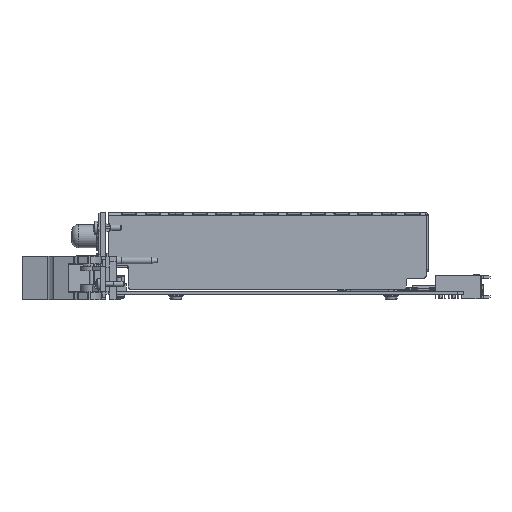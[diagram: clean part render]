
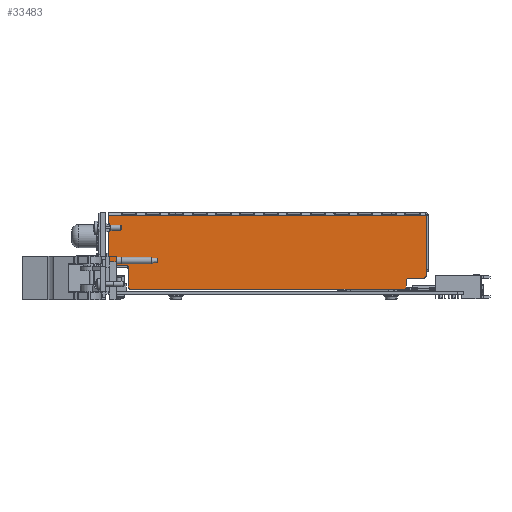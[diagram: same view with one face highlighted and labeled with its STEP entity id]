
A CAD part, front view. The second image highlights one B-rep face of the part: STEP entity #33483.
In plain terms, the highlighted planar face has unit normal (0, -1, 0).
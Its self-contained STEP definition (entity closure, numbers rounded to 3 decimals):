
#12116 = VERTEX_POINT ( 'NONE', #94312 ) ;
#12144 = VERTEX_POINT ( 'NONE', #94340 ) ;
#12155 = VERTEX_POINT ( 'NONE', #94351 ) ;
#12159 = VERTEX_POINT ( 'NONE', #94355 ) ;
#12160 = VERTEX_POINT ( 'NONE', #94356 ) ;
#12162 = VERTEX_POINT ( 'NONE', #94358 ) ;
#12164 = VERTEX_POINT ( 'NONE', #94360 ) ;
#12171 = VERTEX_POINT ( 'NONE', #94367 ) ;
#12178 = VERTEX_POINT ( 'NONE', #94374 ) ;
#12183 = VERTEX_POINT ( 'NONE', #94379 ) ;
#12185 = VERTEX_POINT ( 'NONE', #94381 ) ;
#12186 = VERTEX_POINT ( 'NONE', #94382 ) ;
#12188 = VERTEX_POINT ( 'NONE', #94384 ) ;
#12191 = VERTEX_POINT ( 'NONE', #94387 ) ;
#18258 = AXIS2_PLACEMENT_3D ( 'NONE', #85521, #85524, #85527 ) ;
#18267 = AXIS2_PLACEMENT_3D ( 'NONE', #85585, #85587, #85590 ) ;
#18274 = AXIS2_PLACEMENT_3D ( 'NONE', #85638, #85641, #85644 ) ;
#18293 = AXIS2_PLACEMENT_3D ( 'NONE', #85771, #85774, #85777 ) ;
#18297 = AXIS2_PLACEMENT_3D ( 'NONE', #85786, #85789, #85792 ) ;
#18301 = AXIS2_PLACEMENT_3D ( 'NONE', #85804, #85807, #85810 ) ;
#33483 = ADVANCED_FACE ( 'NONE', ( #118341 ), #120772, .F. ) ;
#59946 = EDGE_CURVE ( 'NONE', #12160, #12144, #98226, .T. ) ;
#59954 = EDGE_CURVE ( 'NONE', #12159, #12144, #98409, .T. ) ;
#59980 = EDGE_CURVE ( 'NONE', #12159, #12162, #98413, .T. ) ;
#59984 = EDGE_CURVE ( 'NONE', #12116, #12162, #98442, .T. ) ;
#60009 = EDGE_CURVE ( 'NONE', #12116, #12164, #98437, .T. ) ;
#60014 = EDGE_CURVE ( 'NONE', #12155, #12164, #98473, .T. ) ;
#60062 = EDGE_CURVE ( 'NONE', #12178, #12183, #98530, .T. ) ;
#60078 = EDGE_CURVE ( 'NONE', #12186, #12171, #98547, .T. ) ;
#60083 = EDGE_CURVE ( 'NONE', #12171, #12183, #98553, .T. ) ;
#60087 = EDGE_CURVE ( 'NONE', #12178, #12185, #98559, .T. ) ;
#60092 = EDGE_CURVE ( 'NONE', #12188, #12185, #98564, .T. ) ;
#60096 = EDGE_CURVE ( 'NONE', #12188, #12191, #98567, .T. ) ;
#60102 = EDGE_CURVE ( 'NONE', #12160, #12191, #98573, .T. ) ;
#60107 = EDGE_CURVE ( 'NONE', #12155, #12186, #98576, .T. ) ;
#85515 = CARTESIAN_POINT ( 'NONE',  ( 11.836, -29.61, 7.56 ) ) ;
#85521 = CARTESIAN_POINT ( 'NONE',  ( 10.836, -29.61, 8.56 ) ) ;
#85524 = DIRECTION ( 'NONE',  ( 0., -1., 0. ) ) ;
#85527 = DIRECTION ( 'NONE',  ( 0., 0., 1. ) ) ;
#85533 = DIRECTION ( 'NONE',  ( 0., 0., -1. ) ) ;
#85557 = DIRECTION ( 'NONE',  ( -1., 0., 0. ) ) ;
#85573 = CARTESIAN_POINT ( 'NONE',  ( 11.836, -29.61, 12.56 ) ) ;
#85585 = CARTESIAN_POINT ( 'NONE',  ( 12.836, -29.61, 11.56 ) ) ;
#85587 = DIRECTION ( 'NONE',  ( 0., 1., 0. ) ) ;
#85590 = DIRECTION ( 'NONE',  ( 0., 0., 1. ) ) ;
#85612 = DIRECTION ( 'NONE',  ( 0., 0., -1. ) ) ;
#85626 = CARTESIAN_POINT ( 'NONE',  ( 20.836, -29.61, 41.26 ) ) ;
#85638 = CARTESIAN_POINT ( 'NONE',  ( 19.836, -29.61, 13.56 ) ) ;
#85641 = DIRECTION ( 'NONE',  ( 0., -1., 0. ) ) ;
#85644 = DIRECTION ( 'NONE',  ( 0., 0., 1. ) ) ;
#85703 = CARTESIAN_POINT ( 'NONE',  ( -124.393, -29.61, 18.56 ) ) ;
#85708 = DIRECTION ( 'NONE',  ( -1., 0., 0. ) ) ;
#85755 = CARTESIAN_POINT ( 'NONE',  ( -124.393, -29.61, 41.56 ) ) ;
#85760 = DIRECTION ( 'NONE',  ( 0., 0., -1. ) ) ;
#85765 = CARTESIAN_POINT ( 'NONE',  ( -115.393, -29.61, 18.56 ) ) ;
#85769 = DIRECTION ( 'NONE',  ( 0., 0., 1. ) ) ;
#85771 = CARTESIAN_POINT ( 'NONE',  ( -123.393, -29.61, 19.56 ) ) ;
#85774 = DIRECTION ( 'NONE',  ( 0., -1., 0. ) ) ;
#85777 = DIRECTION ( 'NONE',  ( 0., 0., 1. ) ) ;
#85780 = CARTESIAN_POINT ( 'NONE',  ( 20.607, -29.61, 7.56 ) ) ;
#85783 = DIRECTION ( 'NONE',  ( -1., 0., 0. ) ) ;
#85786 = CARTESIAN_POINT ( 'NONE',  ( -116.393, -29.61, 17.56 ) ) ;
#85789 = DIRECTION ( 'NONE',  ( 0., 1., 0. ) ) ;
#85792 = DIRECTION ( 'NONE',  ( 0., 0., 1. ) ) ;
#85804 = CARTESIAN_POINT ( 'NONE',  ( -114.393, -29.61, 8.56 ) ) ;
#85807 = DIRECTION ( 'NONE',  ( 0., -1., 0. ) ) ;
#85810 = DIRECTION ( 'NONE',  ( 0., 0., 1. ) ) ;
#85815 = CARTESIAN_POINT ( 'NONE',  ( 20.607, -29.61, 41.26 ) ) ;
#85820 = DIRECTION ( 'NONE',  ( -1., 0., 0. ) ) ;
#94312 = CARTESIAN_POINT ( 'NONE',  ( 19.836, -29.61, 12.56 ) ) ;
#94340 = CARTESIAN_POINT ( 'NONE',  ( 11.836, -29.61, 8.56 ) ) ;
#94351 = CARTESIAN_POINT ( 'NONE',  ( 20.836, -29.61, 41.26 ) ) ;
#94355 = CARTESIAN_POINT ( 'NONE',  ( 11.836, -29.61, 11.56 ) ) ;
#94356 = CARTESIAN_POINT ( 'NONE',  ( 10.836, -29.61, 7.56 ) ) ;
#94358 = CARTESIAN_POINT ( 'NONE',  ( 12.836, -29.61, 12.56 ) ) ;
#94360 = CARTESIAN_POINT ( 'NONE',  ( 20.836, -29.61, 13.56 ) ) ;
#94367 = CARTESIAN_POINT ( 'NONE',  ( -124.393, -29.61, 19.56 ) ) ;
#94374 = CARTESIAN_POINT ( 'NONE',  ( -116.393, -29.61, 18.56 ) ) ;
#94379 = CARTESIAN_POINT ( 'NONE',  ( -123.393, -29.61, 18.56 ) ) ;
#94381 = CARTESIAN_POINT ( 'NONE',  ( -115.393, -29.61, 17.56 ) ) ;
#94382 = CARTESIAN_POINT ( 'NONE',  ( -124.393, -29.61, 41.26 ) ) ;
#94384 = CARTESIAN_POINT ( 'NONE',  ( -115.393, -29.61, 8.56 ) ) ;
#94387 = CARTESIAN_POINT ( 'NONE',  ( -114.393, -29.61, 7.56 ) ) ;
#98226 = CIRCLE ( 'NONE', #18258, 1. ) ;
#98409 = LINE ( 'NONE', #85515, #98421 ) ;
#98413 = CIRCLE ( 'NONE', #18267, 1. ) ;
#98421 = VECTOR ( 'NONE', #85533, 1000. ) ;
#98437 = CIRCLE ( 'NONE', #18274, 1. ) ;
#98442 = LINE ( 'NONE', #85573, #98450 ) ;
#98450 = VECTOR ( 'NONE', #85557, 1000. ) ;
#98473 = LINE ( 'NONE', #85626, #98479 ) ;
#98479 = VECTOR ( 'NONE', #85612, 1000. ) ;
#98530 = LINE ( 'NONE', #85703, #98536 ) ;
#98536 = VECTOR ( 'NONE', #85708, 1000. ) ;
#98547 = LINE ( 'NONE', #85755, #98556 ) ;
#98553 = CIRCLE ( 'NONE', #18293, 1. ) ;
#98556 = VECTOR ( 'NONE', #85760, 1000. ) ;
#98559 = CIRCLE ( 'NONE', #18297, 1. ) ;
#98564 = LINE ( 'NONE', #85765, #98570 ) ;
#98567 = CIRCLE ( 'NONE', #18301, 1. ) ;
#98570 = VECTOR ( 'NONE', #85769, 1000. ) ;
#98573 = LINE ( 'NONE', #85780, #98579 ) ;
#98576 = LINE ( 'NONE', #85815, #98586 ) ;
#98579 = VECTOR ( 'NONE', #85783, 1000. ) ;
#98586 = VECTOR ( 'NONE', #85820, 1000. ) ;
#107491 = AXIS2_PLACEMENT_3D ( 'NONE', #120861, #120865, #120870 ) ;
#118341 = FACE_OUTER_BOUND ( 'NONE', #131783, .T. ) ;
#120772 = PLANE ( 'NONE',  #107491 ) ;
#120861 = CARTESIAN_POINT ( 'NONE',  ( 20.607, -29.61, 41.56 ) ) ;
#120865 = DIRECTION ( 'NONE',  ( 0., 1., 0. ) ) ;
#120870 = DIRECTION ( 'NONE',  ( 1., 0., 0. ) ) ;
#131783 = EDGE_LOOP ( 'NONE', ( #147349, #147350, #147351, #147352, #147353, #147354, #147355, #147356, #147357, #147358, #147359, #147360, #147361, #147362 ) ) ;
#147349 = ORIENTED_EDGE ( 'NONE', *, *, #60078, .T. ) ;
#147350 = ORIENTED_EDGE ( 'NONE', *, *, #60083, .T. ) ;
#147351 = ORIENTED_EDGE ( 'NONE', *, *, #60062, .F. ) ;
#147352 = ORIENTED_EDGE ( 'NONE', *, *, #60087, .T. ) ;
#147353 = ORIENTED_EDGE ( 'NONE', *, *, #60092, .F. ) ;
#147354 = ORIENTED_EDGE ( 'NONE', *, *, #60096, .T. ) ;
#147355 = ORIENTED_EDGE ( 'NONE', *, *, #60102, .F. ) ;
#147356 = ORIENTED_EDGE ( 'NONE', *, *, #59946, .T. ) ;
#147357 = ORIENTED_EDGE ( 'NONE', *, *, #59954, .F. ) ;
#147358 = ORIENTED_EDGE ( 'NONE', *, *, #59980, .T. ) ;
#147359 = ORIENTED_EDGE ( 'NONE', *, *, #59984, .F. ) ;
#147360 = ORIENTED_EDGE ( 'NONE', *, *, #60009, .T. ) ;
#147361 = ORIENTED_EDGE ( 'NONE', *, *, #60014, .F. ) ;
#147362 = ORIENTED_EDGE ( 'NONE', *, *, #60107, .T. ) ;
